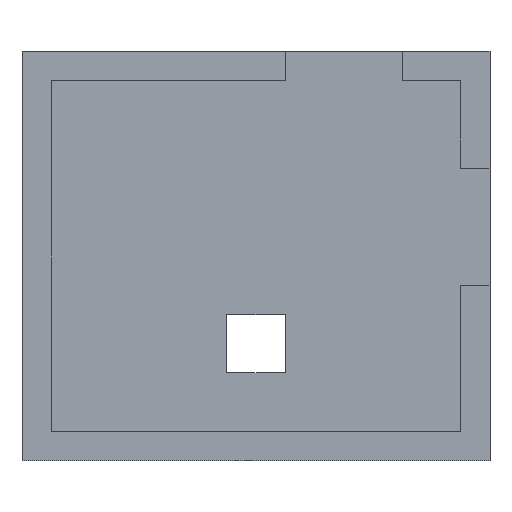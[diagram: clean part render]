
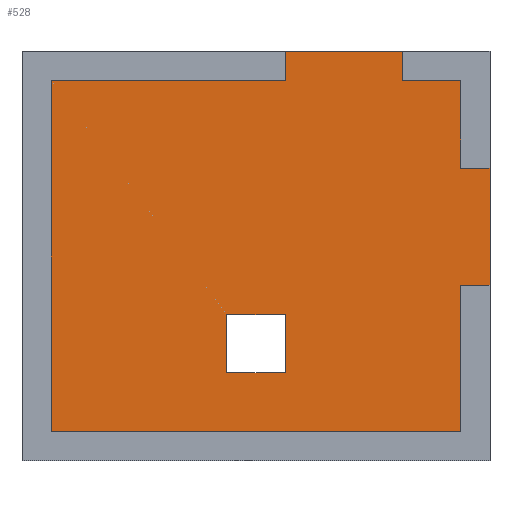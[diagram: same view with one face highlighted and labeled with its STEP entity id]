
A CAD part, front view. The second image highlights one B-rep face of the part: STEP entity #528.
In plain terms, the highlighted planar face has unit normal (0, -1, 0).
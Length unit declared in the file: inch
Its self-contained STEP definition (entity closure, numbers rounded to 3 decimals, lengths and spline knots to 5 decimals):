
#14=FACE_BOUND($,#67,.T.);
#15=FACE_BOUND($,#68,.T.);
#67=EDGE_LOOP($,(#461,#462,#463,#464));
#68=EDGE_LOOP($,(#465,#466,#467,#468,#469,#470,#471,#472,#473,#474,#475,
#476));
#93=LINE($,#736,#165);
#96=LINE($,#741,#168);
#98=LINE($,#745,#170);
#99=LINE($,#747,#171);
#101=LINE($,#753,#173);
#107=LINE($,#765,#179);
#108=LINE($,#767,#180);
#119=LINE($,#788,#191);
#122=LINE($,#795,#194);
#127=LINE($,#804,#199);
#129=LINE($,#807,#201);
#131=LINE($,#811,#203);
#135=LINE($,#817,#207);
#136=LINE($,#820,#208);
#138=LINE($,#824,#210);
#140=LINE($,#827,#212);
#165=VECTOR($,#598,0.25);
#168=VECTOR($,#603,0.25);
#170=VECTOR($,#607,0.25);
#171=VECTOR($,#610,0.25);
#173=VECTOR($,#614,0.125);
#179=VECTOR($,#622,0.125);
#180=VECTOR($,#625,0.5);
#191=VECTOR($,#640,0.625);
#194=VECTOR($,#645,0.125);
#199=VECTOR($,#652,0.125);
#201=VECTOR($,#656,0.5);
#203=VECTOR($,#660,0.25);
#207=VECTOR($,#666,0.375);
#208=VECTOR($,#669,1.75);
#210=VECTOR($,#673,1.5);
#212=VECTOR($,#677,1.);
#231=VERTEX_POINT($,#733);
#232=VERTEX_POINT($,#735);
#233=VERTEX_POINT($,#739);
#234=VERTEX_POINT($,#743);
#235=VERTEX_POINT($,#749);
#237=VERTEX_POINT($,#752);
#240=VERTEX_POINT($,#759);
#242=VERTEX_POINT($,#763);
#250=VERTEX_POINT($,#787);
#251=VERTEX_POINT($,#791);
#253=VERTEX_POINT($,#794);
#255=VERTEX_POINT($,#800);
#256=VERTEX_POINT($,#802);
#257=VERTEX_POINT($,#810);
#259=VERTEX_POINT($,#819);
#260=VERTEX_POINT($,#823);
#285=EDGE_CURVE($,#232,#231,#93,.T.);
#288=EDGE_CURVE($,#231,#233,#96,.T.);
#290=EDGE_CURVE($,#233,#234,#98,.T.);
#291=EDGE_CURVE($,#234,#232,#99,.T.);
#293=EDGE_CURVE($,#235,#237,#101,.T.);
#299=EDGE_CURVE($,#240,#242,#107,.T.);
#300=EDGE_CURVE($,#240,#235,#108,.T.);
#311=EDGE_CURVE($,#250,#237,#119,.T.);
#314=EDGE_CURVE($,#251,#253,#122,.T.);
#319=EDGE_CURVE($,#255,#256,#127,.T.);
#321=EDGE_CURVE($,#255,#251,#129,.T.);
#323=EDGE_CURVE($,#257,#253,#131,.T.);
#327=EDGE_CURVE($,#242,#257,#135,.T.);
#328=EDGE_CURVE($,#259,#250,#136,.T.);
#330=EDGE_CURVE($,#260,#259,#138,.T.);
#332=EDGE_CURVE($,#256,#260,#140,.T.);
#461=ORIENTED_EDGE($,*,*,#285,.T.);
#462=ORIENTED_EDGE($,*,*,#288,.T.);
#463=ORIENTED_EDGE($,*,*,#290,.T.);
#464=ORIENTED_EDGE($,*,*,#291,.T.);
#465=ORIENTED_EDGE($,*,*,#311,.T.);
#466=ORIENTED_EDGE($,*,*,#293,.F.);
#467=ORIENTED_EDGE($,*,*,#300,.F.);
#468=ORIENTED_EDGE($,*,*,#299,.T.);
#469=ORIENTED_EDGE($,*,*,#327,.T.);
#470=ORIENTED_EDGE($,*,*,#323,.T.);
#471=ORIENTED_EDGE($,*,*,#314,.F.);
#472=ORIENTED_EDGE($,*,*,#321,.F.);
#473=ORIENTED_EDGE($,*,*,#319,.T.);
#474=ORIENTED_EDGE($,*,*,#332,.T.);
#475=ORIENTED_EDGE($,*,*,#330,.T.);
#476=ORIENTED_EDGE($,*,*,#328,.T.);
#502=PLANE($,#557);
#528=ADVANCED_FACE($,(#14,#15),#502,.F.);
#557=AXIS2_PLACEMENT_3D($,#830,#682,#683);
#598=DIRECTION($,(0.,0.,1.));
#603=DIRECTION($,(1.,0.,0.));
#607=DIRECTION($,(0.,0.,-1.));
#610=DIRECTION($,(-1.,0.,0.));
#614=DIRECTION($,(-1.,0.,0.));
#622=DIRECTION($,(-1.,0.,0.));
#625=DIRECTION($,(0.,0.,-1.));
#640=DIRECTION($,(0.,0.,1.));
#645=DIRECTION($,(0.,0.,-1.));
#652=DIRECTION($,(0.,0.,-1.));
#656=DIRECTION($,(1.,0.,0.));
#660=DIRECTION($,(-1.,0.,0.));
#666=DIRECTION($,(0.,0.,1.));
#669=DIRECTION($,(1.,0.,0.));
#673=DIRECTION($,(0.,0.,-1.));
#677=DIRECTION($,(-1.,0.,0.));
#682=DIRECTION('center_axis',(0.,1.,0.));
#683=DIRECTION('ref_axis',(0.,0.,1.));
#733=CARTESIAN_POINT('',(0.875,0.,0.625));
#735=CARTESIAN_POINT('',(0.875,0.,0.375));
#736=CARTESIAN_POINT($,(0.875,0.,0.75));
#739=CARTESIAN_POINT('',(1.125,0.,0.625));
#741=CARTESIAN_POINT($,(1.0625,0.,0.625));
#743=CARTESIAN_POINT('',(1.125,0.,0.375));
#745=CARTESIAN_POINT($,(1.125,0.,0.625));
#747=CARTESIAN_POINT($,(0.9375,0.,0.375));
#749=CARTESIAN_POINT('',(2.,0.,0.75));
#752=CARTESIAN_POINT('',(1.875,0.,0.75));
#753=CARTESIAN_POINT($,(2.,0.,0.75));
#759=CARTESIAN_POINT('',(2.,0.,1.25));
#763=CARTESIAN_POINT('',(1.875,0.,1.25));
#765=CARTESIAN_POINT($,(2.,0.,1.25));
#767=CARTESIAN_POINT($,(2.,0.,1.5));
#787=CARTESIAN_POINT('',(1.875,0.,0.125));
#788=CARTESIAN_POINT($,(1.875,0.,0.5));
#791=CARTESIAN_POINT('',(1.625,0.,1.75));
#794=CARTESIAN_POINT('',(1.625,0.,1.625));
#795=CARTESIAN_POINT($,(1.625,0.,1.75));
#800=CARTESIAN_POINT('',(1.125,0.,1.75));
#802=CARTESIAN_POINT('',(1.125,0.,1.625));
#804=CARTESIAN_POINT($,(1.125,0.,1.75));
#807=CARTESIAN_POINT($,(0.5625,0.,1.75));
#810=CARTESIAN_POINT('',(1.875,0.,1.625));
#811=CARTESIAN_POINT($,(1.4375,0.,1.625));
#817=CARTESIAN_POINT($,(1.875,0.,0.5));
#819=CARTESIAN_POINT('',(0.125,0.,0.125));
#820=CARTESIAN_POINT($,(0.5625,0.,0.125));
#823=CARTESIAN_POINT('',(0.125,0.,1.625));
#824=CARTESIAN_POINT($,(0.125,0.,1.25));
#827=CARTESIAN_POINT($,(1.4375,0.,1.625));
#830=CARTESIAN_POINT('Origin',(1.,0.,0.875));
